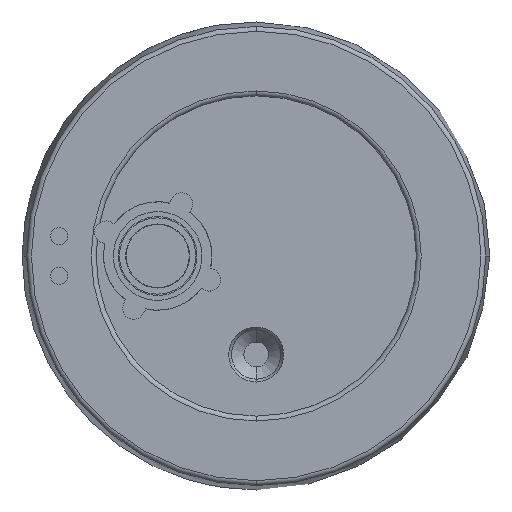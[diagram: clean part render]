
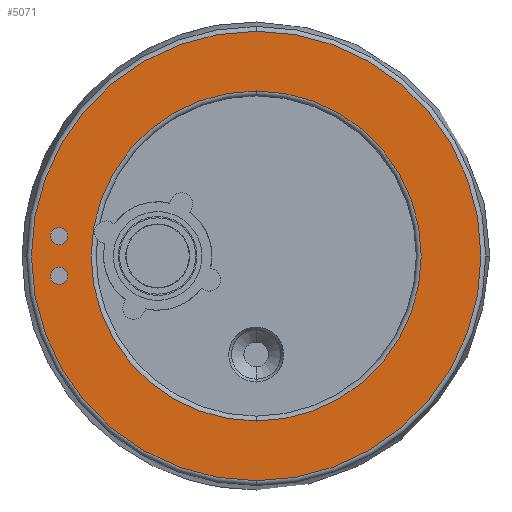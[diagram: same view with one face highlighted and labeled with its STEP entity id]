
A CAD part, left-side view. The second image highlights one B-rep face of the part: STEP entity #5071.
In plain terms, the highlighted planar face has unit normal (-1, 0, 0).
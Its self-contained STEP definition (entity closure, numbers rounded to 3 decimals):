
#3 = DIRECTION ( 'NONE',  ( 0., 0., -1. ) ) ;
#22 = EDGE_LOOP ( 'NONE', ( #3041, #4022 ) ) ;
#65 = CARTESIAN_POINT ( 'NONE',  ( -283., 0., 0. ) ) ;
#146 = DIRECTION ( 'NONE',  ( -1., 0., 0. ) ) ;
#162 = CARTESIAN_POINT ( 'NONE',  ( -283., 40., -5.75 ) ) ;
#169 = DIRECTION ( 'NONE',  ( -1., 0., 0. ) ) ;
#173 = CIRCLE ( 'NONE', #1050, 1.75 ) ;
#220 = CIRCLE ( 'NONE', #4513, 45.621 ) ;
#244 = AXIS2_PLACEMENT_3D ( 'NONE', #2836, #1807, #3 ) ;
#472 = DIRECTION ( 'NONE',  ( 0., 0., -1. ) ) ;
#597 = EDGE_CURVE ( 'NONE', #2755, #2959, #5036, .T. ) ;
#640 = EDGE_LOOP ( 'NONE', ( #6382, #4487 ) ) ;
#652 = AXIS2_PLACEMENT_3D ( 'NONE', #1906, #5526, #2419 ) ;
#671 = AXIS2_PLACEMENT_3D ( 'NONE', #5078, #1441, #1234 ) ;
#730 = VERTEX_POINT ( 'NONE', #4973 ) ;
#747 = CARTESIAN_POINT ( 'NONE',  ( -283., 40., -4. ) ) ;
#817 = ORIENTED_EDGE ( 'NONE', *, *, #1085, .F. ) ;
#952 = CIRCLE ( 'NONE', #5219, 33.5 ) ;
#1003 = FACE_BOUND ( 'NONE', #2513, .T. ) ;
#1006 = VERTEX_POINT ( 'NONE', #5134 ) ;
#1050 = AXIS2_PLACEMENT_3D ( 'NONE', #2757, #169, #4845 ) ;
#1082 = DIRECTION ( 'NONE',  ( 1., 0., 0. ) ) ;
#1085 = EDGE_CURVE ( 'NONE', #4667, #730, #1199, .T. ) ;
#1199 = CIRCLE ( 'NONE', #652, 1.75 ) ;
#1234 = DIRECTION ( 'NONE',  ( 0., 0., -1. ) ) ;
#1274 = DIRECTION ( 'NONE',  ( 0., 0., 1. ) ) ;
#1392 = CARTESIAN_POINT ( 'NONE',  ( -283., 0., -45.621 ) ) ;
#1415 = FACE_OUTER_BOUND ( 'NONE', #640, .T. ) ;
#1441 = DIRECTION ( 'NONE',  ( 1., 0., 0. ) ) ;
#1807 = DIRECTION ( 'NONE',  ( -1., 0., 0. ) ) ;
#1906 = CARTESIAN_POINT ( 'NONE',  ( -283., 40., 4. ) ) ;
#2389 = CARTESIAN_POINT ( 'NONE',  ( -283., 0., 0. ) ) ;
#2419 = DIRECTION ( 'NONE',  ( 0., 0., -1. ) ) ;
#2452 = AXIS2_PLACEMENT_3D ( 'NONE', #65, #3171, #6264 ) ;
#2477 = EDGE_CURVE ( 'NONE', #2627, #1006, #3855, .T. ) ;
#2513 = EDGE_LOOP ( 'NONE', ( #6414, #817 ) ) ;
#2600 = CARTESIAN_POINT ( 'NONE',  ( -283., 40., -2.25 ) ) ;
#2627 = VERTEX_POINT ( 'NONE', #6696 ) ;
#2755 = VERTEX_POINT ( 'NONE', #162 ) ;
#2757 = CARTESIAN_POINT ( 'NONE',  ( -283., 40., -4. ) ) ;
#2836 = CARTESIAN_POINT ( 'NONE',  ( -283., 40., 4. ) ) ;
#2959 = VERTEX_POINT ( 'NONE', #2600 ) ;
#3037 = CARTESIAN_POINT ( 'NONE',  ( -283., 0., 0. ) ) ;
#3041 = ORIENTED_EDGE ( 'NONE', *, *, #4583, .F. ) ;
#3171 = DIRECTION ( 'NONE',  ( 1., 0., 0. ) ) ;
#3263 = CARTESIAN_POINT ( 'NONE',  ( -283., 0., 0. ) ) ;
#3785 = EDGE_CURVE ( 'NONE', #4247, #4636, #220, .T. ) ;
#3793 = DIRECTION ( 'NONE',  ( 0., 0., -1. ) ) ;
#3855 = CIRCLE ( 'NONE', #2452, 33.5 ) ;
#4022 = ORIENTED_EDGE ( 'NONE', *, *, #597, .F. ) ;
#4038 = FACE_BOUND ( 'NONE', #22, .T. ) ;
#4092 = AXIS2_PLACEMENT_3D ( 'NONE', #2389, #4113, #472 ) ;
#4113 = DIRECTION ( 'NONE',  ( -1., 0., 0. ) ) ;
#4115 = ORIENTED_EDGE ( 'NONE', *, *, #2477, .T. ) ;
#4247 = VERTEX_POINT ( 'NONE', #5818 ) ;
#4254 = CIRCLE ( 'NONE', #244, 1.75 ) ;
#4406 = DIRECTION ( 'NONE',  ( -1., 0., 0. ) ) ;
#4487 = ORIENTED_EDGE ( 'NONE', *, *, #3785, .T. ) ;
#4513 = AXIS2_PLACEMENT_3D ( 'NONE', #3263, #146, #3793 ) ;
#4535 = PLANE ( 'NONE',  #671 ) ;
#4583 = EDGE_CURVE ( 'NONE', #2959, #2755, #173, .T. ) ;
#4636 = VERTEX_POINT ( 'NONE', #1392 ) ;
#4667 = VERTEX_POINT ( 'NONE', #6072 ) ;
#4678 = EDGE_CURVE ( 'NONE', #730, #4667, #4254, .T. ) ;
#4837 = EDGE_CURVE ( 'NONE', #4636, #4247, #6337, .T. ) ;
#4845 = DIRECTION ( 'NONE',  ( 0., 0., 1. ) ) ;
#4973 = CARTESIAN_POINT ( 'NONE',  ( -283., 40., 5.75 ) ) ;
#5036 = CIRCLE ( 'NONE', #5816, 1.75 ) ;
#5071 = ADVANCED_FACE ( 'NONE', ( #1003, #4038, #1415, #5396 ), #4535, .F. ) ;
#5078 = CARTESIAN_POINT ( 'NONE',  ( -283., 45.5, 0. ) ) ;
#5128 = EDGE_LOOP ( 'NONE', ( #5273, #4115 ) ) ;
#5134 = CARTESIAN_POINT ( 'NONE',  ( -283., 0., -33.5 ) ) ;
#5219 = AXIS2_PLACEMENT_3D ( 'NONE', #3037, #1082, #5632 ) ;
#5273 = ORIENTED_EDGE ( 'NONE', *, *, #6348, .T. ) ;
#5396 = FACE_BOUND ( 'NONE', #5128, .T. ) ;
#5526 = DIRECTION ( 'NONE',  ( -1., 0., 0. ) ) ;
#5632 = DIRECTION ( 'NONE',  ( 0., 0., -1. ) ) ;
#5816 = AXIS2_PLACEMENT_3D ( 'NONE', #747, #4406, #1274 ) ;
#5818 = CARTESIAN_POINT ( 'NONE',  ( -283., 0., 45.621 ) ) ;
#6072 = CARTESIAN_POINT ( 'NONE',  ( -283., 40., 2.25 ) ) ;
#6264 = DIRECTION ( 'NONE',  ( 0., 0., -1. ) ) ;
#6337 = CIRCLE ( 'NONE', #4092, 45.621 ) ;
#6348 = EDGE_CURVE ( 'NONE', #1006, #2627, #952, .T. ) ;
#6382 = ORIENTED_EDGE ( 'NONE', *, *, #4837, .T. ) ;
#6414 = ORIENTED_EDGE ( 'NONE', *, *, #4678, .F. ) ;
#6696 = CARTESIAN_POINT ( 'NONE',  ( -283., 0., 33.5 ) ) ;
